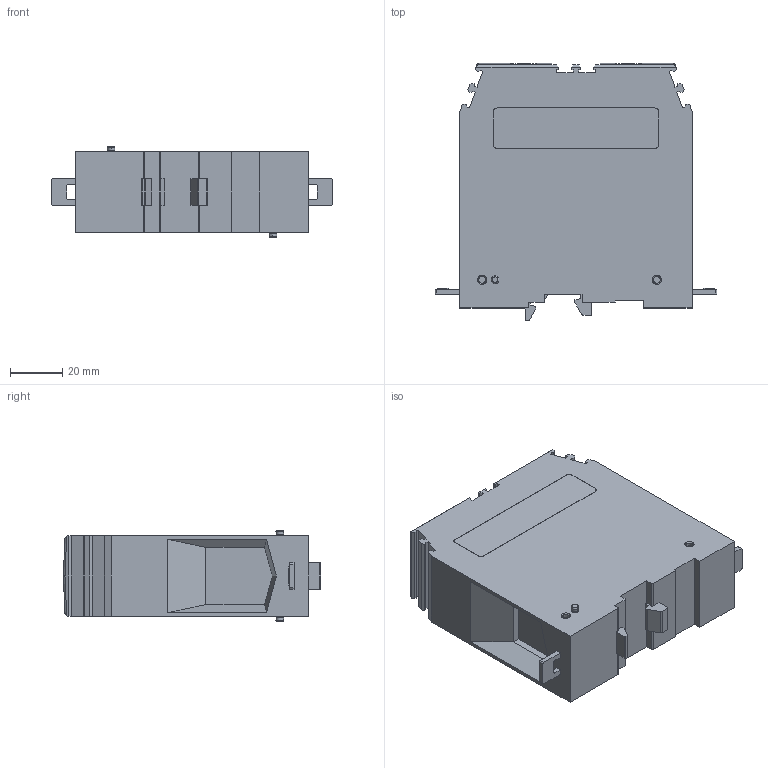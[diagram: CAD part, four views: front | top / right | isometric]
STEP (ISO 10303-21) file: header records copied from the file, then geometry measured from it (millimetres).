
FILE_DESCRIPTION((''),'2;1');
FILE_NAME('003903008_ESC-GPA_150_ASM','2022-07-14T10:20:00',('klemen.sitar'),('Audax d.o.o.'),'CREO PARAMETRIC BY PTC INC, 2021304','CREO PARAMETRIC BY PTC INC, 2021304','');
FILE_SCHEMA(('AP242_MANAGED_MODEL_BASED_3D_ENGINEERING_MIM_LF { 1 0 10303 442 1 1 4 }'));
Length unit declared in the file: millimetre
Products named in the file (4): GPA_150-94270_1; GPA150-P1; TYPE_1___FI-8_08MM; 003903008_ESC-GPA_150_ASM
Assembly tree (4 placements, depth 2):
  003903008_ESC-GPA_150_ASM
    GPA_150-94270_1
    GPA150-P1
    TYPE_1___FI-8_08MM  x2
Bounding box: 108 x 98.54 x 35 mm (x, y, z)
Volume: 228742.4 mm3; surface area: 32495.6 mm2
Topology: 8 solids, 8 shells, 410 faces, 1079 edges, 695 vertices
Faces by surface type: plane 253, cylinder 89, cone 40, torus 16, bspline 8, sphere 4
Entity records: 17970 total; most frequent: CARTESIAN_POINT 2709, ORIENTED_EDGE 1910, DIRECTION 1886, PRESENTATION_STYLE_ASSIGNMENT 1338, STYLED_ITEM 1338, CURVE_STYLE 964, EDGE_CURVE 955, VECTOR 686
